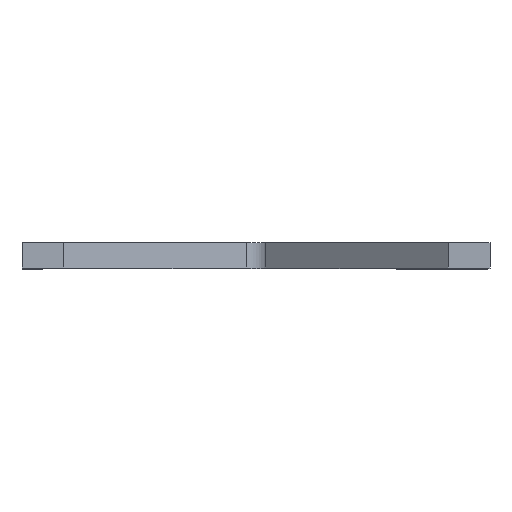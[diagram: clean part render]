
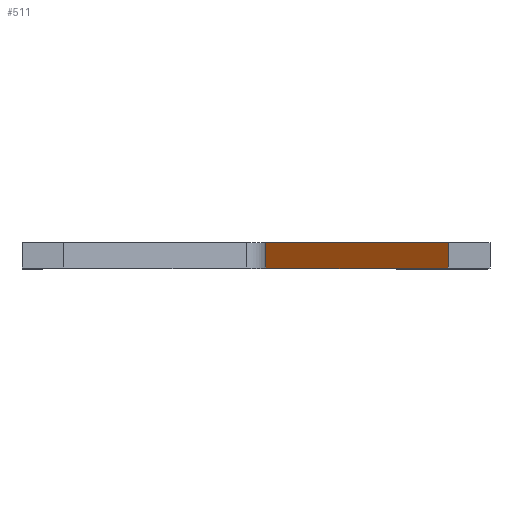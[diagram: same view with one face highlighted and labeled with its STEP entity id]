
A CAD part, front view. The second image highlights one B-rep face of the part: STEP entity #511.
In plain terms, the highlighted planar face has unit normal (-0.625, -0.781, 0).
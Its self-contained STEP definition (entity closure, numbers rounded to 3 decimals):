
#17 = VECTOR ( 'NONE', #227, 1000. ) ;
#35 = CARTESIAN_POINT ( 'NONE',  ( 38.874, 325.539, -2.5 ) ) ;
#42 = EDGE_CURVE ( 'NONE', #315, #44, #379, .T. ) ;
#44 = VERTEX_POINT ( 'NONE', #214 ) ;
#68 = LINE ( 'NONE', #198, #1032 ) ;
#166 = PLANE ( 'NONE',  #1189 ) ;
#197 = EDGE_CURVE ( 'NONE', #315, #1043, #1149, .T. ) ;
#198 = CARTESIAN_POINT ( 'NONE',  ( 37., 327.039, -7.5 ) ) ;
#214 = CARTESIAN_POINT ( 'NONE',  ( 38.874, 325.539, -7.5 ) ) ;
#227 = DIRECTION ( 'NONE',  ( 0., 0., 1. ) ) ;
#243 = FACE_OUTER_BOUND ( 'NONE', #1251, .T. ) ;
#273 = DIRECTION ( 'NONE',  ( 0., 0., -1. ) ) ;
#301 = ORIENTED_EDGE ( 'NONE', *, *, #1241, .T. ) ;
#315 = VERTEX_POINT ( 'NONE', #35 ) ;
#379 = LINE ( 'NONE', #1317, #547 ) ;
#511 = ADVANCED_FACE ( 'NONE', ( #243 ), #166, .T. ) ;
#547 = VECTOR ( 'NONE', #273, 1000. ) ;
#572 = VECTOR ( 'NONE', #1045, 1000. ) ;
#602 = LINE ( 'NONE', #938, #17 ) ;
#688 = DIRECTION ( 'NONE',  ( 0.781, -0.625, 0. ) ) ;
#694 = DIRECTION ( 'NONE',  ( -0.625, -0.781, 0. ) ) ;
#718 = ORIENTED_EDGE ( 'NONE', *, *, #759, .T. ) ;
#725 = DIRECTION ( 'NONE',  ( 0.781, -0.625, 0. ) ) ;
#759 = EDGE_CURVE ( 'NONE', #1247, #1043, #602, .T. ) ;
#801 = ORIENTED_EDGE ( 'NONE', *, *, #42, .T. ) ;
#938 = CARTESIAN_POINT ( 'NONE',  ( 73.996, 297.442, -7.5 ) ) ;
#953 = CARTESIAN_POINT ( 'NONE',  ( 37., 327.039, -2.5 ) ) ;
#1032 = VECTOR ( 'NONE', #725, 1000. ) ;
#1043 = VERTEX_POINT ( 'NONE', #1087 ) ;
#1045 = DIRECTION ( 'NONE',  ( 0.781, -0.625, 0. ) ) ;
#1087 = CARTESIAN_POINT ( 'NONE',  ( 73.996, 297.442, -2.5 ) ) ;
#1095 = CARTESIAN_POINT ( 'NONE',  ( 37., 327.039, -7.5 ) ) ;
#1149 = LINE ( 'NONE', #953, #572 ) ;
#1189 = AXIS2_PLACEMENT_3D ( 'NONE', #1095, #694, #688 ) ;
#1241 = EDGE_CURVE ( 'NONE', #44, #1247, #68, .T. ) ;
#1247 = VERTEX_POINT ( 'NONE', #1352 ) ;
#1251 = EDGE_LOOP ( 'NONE', ( #1315, #801, #301, #718 ) ) ;
#1315 = ORIENTED_EDGE ( 'NONE', *, *, #197, .F. ) ;
#1317 = CARTESIAN_POINT ( 'NONE',  ( 38.874, 325.539, -7.5 ) ) ;
#1352 = CARTESIAN_POINT ( 'NONE',  ( 73.996, 297.442, -7.5 ) ) ;
